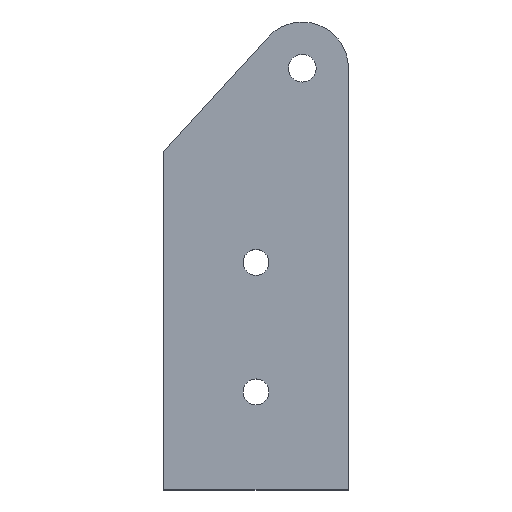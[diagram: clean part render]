
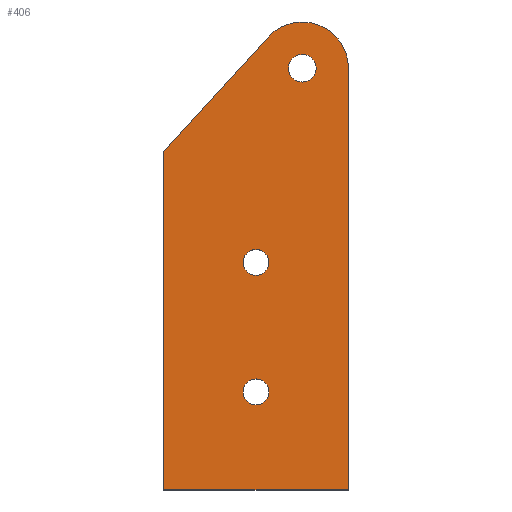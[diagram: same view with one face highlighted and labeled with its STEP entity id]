
A CAD part, top view. The second image highlights one B-rep face of the part: STEP entity #406.
In plain terms, the highlighted planar face has unit normal (0, 0, 1).
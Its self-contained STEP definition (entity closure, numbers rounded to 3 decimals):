
#36=CARTESIAN_POINT('Line Origine',(0.,-27.3,3.)) ;
#40=CARTESIAN_POINT('Vertex',(0.,-45.6,3.)) ;
#42=CARTESIAN_POINT('Vertex',(0.,-9.,3.)) ;
#76=CARTESIAN_POINT('Line Origine',(5.655,-2.813,3.)) ;
#80=CARTESIAN_POINT('Vertex',(11.309,3.373,3.)) ;
#107=CARTESIAN_POINT('Axis2P3D Location',(15.,0.,3.)) ;
#111=CARTESIAN_POINT('Vertex',(20.,0.,3.)) ;
#138=CARTESIAN_POINT('Line Origine',(20.,-22.8,3.)) ;
#142=CARTESIAN_POINT('Vertex',(20.,-45.6,3.)) ;
#169=CARTESIAN_POINT('Line Origine',(10.,-45.6,3.)) ;
#197=CARTESIAN_POINT('Vertex',(13.5,0.,3.)) ;
#211=CARTESIAN_POINT('Vertex',(16.5,0.,3.)) ;
#214=CARTESIAN_POINT('Axis2P3D Location',(15.,0.,3.)) ;
#231=CARTESIAN_POINT('Axis2P3D Location',(15.,0.,3.)) ;
#254=CARTESIAN_POINT('Vertex',(8.6,-35.,3.)) ;
#268=CARTESIAN_POINT('Vertex',(11.4,-35.,3.)) ;
#271=CARTESIAN_POINT('Axis2P3D Location',(10.,-35.,3.)) ;
#288=CARTESIAN_POINT('Axis2P3D Location',(10.,-35.,3.)) ;
#311=CARTESIAN_POINT('Vertex',(8.6,-21.,3.)) ;
#325=CARTESIAN_POINT('Vertex',(11.4,-21.,3.)) ;
#328=CARTESIAN_POINT('Axis2P3D Location',(10.,-21.,3.)) ;
#345=CARTESIAN_POINT('Axis2P3D Location',(10.,-21.,3.)) ;
#382=CARTESIAN_POINT('Axis2P3D Location',(0.,0.,3.)) ;
#38=VECTOR('Line Direction',#37,1.) ;
#78=VECTOR('Line Direction',#77,1.) ;
#140=VECTOR('Line Direction',#139,1.) ;
#171=VECTOR('Line Direction',#170,1.) ;
#37=DIRECTION('Vector Direction',(0.,1.,0.)) ;
#77=DIRECTION('Vector Direction',(-0.675,-0.738,0.)) ;
#108=DIRECTION('Axis2P3D Direction',(0.,0.,-1.)) ;
#139=DIRECTION('Vector Direction',(0.,-1.,0.)) ;
#170=DIRECTION('Vector Direction',(1.,0.,0.)) ;
#215=DIRECTION('Axis2P3D Direction',(0.,0.,-1.)) ;
#232=DIRECTION('Axis2P3D Direction',(0.,0.,-1.)) ;
#272=DIRECTION('Axis2P3D Direction',(0.,0.,-1.)) ;
#289=DIRECTION('Axis2P3D Direction',(0.,0.,-1.)) ;
#329=DIRECTION('Axis2P3D Direction',(0.,0.,-1.)) ;
#346=DIRECTION('Axis2P3D Direction',(0.,0.,-1.)) ;
#383=DIRECTION('Axis2P3D Direction',(0.,0.,-1.)) ;
#384=DIRECTION('Axis2P3D XDirection',(1.,0.,0.)) ;
#109=AXIS2_PLACEMENT_3D('Circle Axis2P3D',#107,#108,$) ;
#216=AXIS2_PLACEMENT_3D('Circle Axis2P3D',#214,#215,$) ;
#233=AXIS2_PLACEMENT_3D('Circle Axis2P3D',#231,#232,$) ;
#273=AXIS2_PLACEMENT_3D('Circle Axis2P3D',#271,#272,$) ;
#290=AXIS2_PLACEMENT_3D('Circle Axis2P3D',#288,#289,$) ;
#330=AXIS2_PLACEMENT_3D('Circle Axis2P3D',#328,#329,$) ;
#347=AXIS2_PLACEMENT_3D('Circle Axis2P3D',#345,#346,$) ;
#385=AXIS2_PLACEMENT_3D('Plane Axis2P3D',#382,#383,#384) ;
#39=LINE('Line',#36,#38) ;
#79=LINE('Line',#76,#78) ;
#141=LINE('Line',#138,#140) ;
#172=LINE('Line',#169,#171) ;
#110=CIRCLE('generated circle',#109,5.) ;
#217=CIRCLE('generated circle',#216,1.5) ;
#234=CIRCLE('generated circle',#233,1.5) ;
#274=CIRCLE('generated circle',#273,1.4) ;
#291=CIRCLE('generated circle',#290,1.4) ;
#331=CIRCLE('generated circle',#330,1.4) ;
#348=CIRCLE('generated circle',#347,1.4) ;
#386=PLANE('',#385) ;
#397=FACE_BOUND('',#394,.T.) ;
#401=FACE_BOUND('',#398,.T.) ;
#405=FACE_BOUND('',#402,.T.) ;
#44=EDGE_CURVE('',#41,#43,#39,.T.) ;
#82=EDGE_CURVE('',#43,#81,#79,.F.) ;
#113=EDGE_CURVE('',#81,#112,#110,.T.) ;
#144=EDGE_CURVE('',#112,#143,#141,.T.) ;
#173=EDGE_CURVE('',#143,#41,#172,.F.) ;
#218=EDGE_CURVE('',#198,#212,#217,.T.) ;
#235=EDGE_CURVE('',#212,#198,#234,.T.) ;
#275=EDGE_CURVE('',#255,#269,#274,.T.) ;
#292=EDGE_CURVE('',#269,#255,#291,.T.) ;
#332=EDGE_CURVE('',#312,#326,#331,.T.) ;
#349=EDGE_CURVE('',#326,#312,#348,.T.) ;
#388=ORIENTED_EDGE('',*,*,#173,.F.) ;
#389=ORIENTED_EDGE('',*,*,#144,.F.) ;
#390=ORIENTED_EDGE('',*,*,#113,.F.) ;
#391=ORIENTED_EDGE('',*,*,#82,.F.) ;
#392=ORIENTED_EDGE('',*,*,#44,.F.) ;
#395=ORIENTED_EDGE('',*,*,#235,.T.) ;
#396=ORIENTED_EDGE('',*,*,#218,.T.) ;
#399=ORIENTED_EDGE('',*,*,#292,.T.) ;
#400=ORIENTED_EDGE('',*,*,#275,.T.) ;
#403=ORIENTED_EDGE('',*,*,#349,.T.) ;
#404=ORIENTED_EDGE('',*,*,#332,.T.) ;
#387=EDGE_LOOP('',(#388,#389,#390,#391,#392)) ;
#394=EDGE_LOOP('',(#395,#396)) ;
#398=EDGE_LOOP('',(#399,#400)) ;
#402=EDGE_LOOP('',(#403,#404)) ;
#41=VERTEX_POINT('',#40) ;
#43=VERTEX_POINT('',#42) ;
#81=VERTEX_POINT('',#80) ;
#112=VERTEX_POINT('',#111) ;
#143=VERTEX_POINT('',#142) ;
#198=VERTEX_POINT('',#197) ;
#212=VERTEX_POINT('',#211) ;
#255=VERTEX_POINT('',#254) ;
#269=VERTEX_POINT('',#268) ;
#312=VERTEX_POINT('',#311) ;
#326=VERTEX_POINT('',#325) ;
#406=ADVANCED_FACE('PartBody',(#393,#397,#401,#405),#386,.F.) ;
#393=FACE_OUTER_BOUND('',#387,.T.) ;
